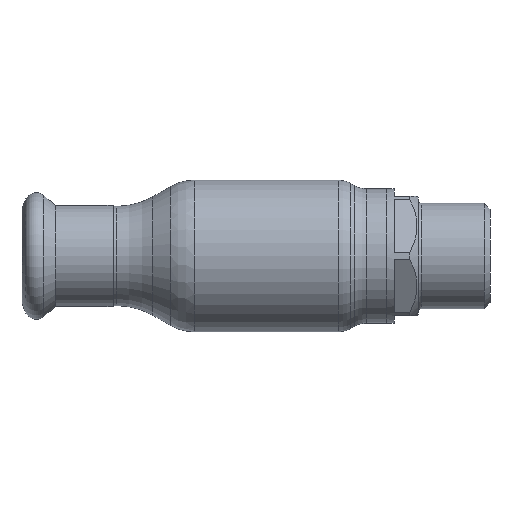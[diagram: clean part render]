
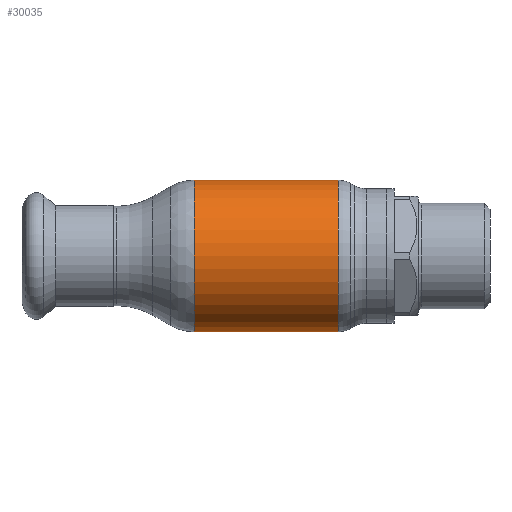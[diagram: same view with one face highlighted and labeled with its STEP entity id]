
A CAD part, front view. The second image highlights one B-rep face of the part: STEP entity #30035.
In plain terms, the highlighted cylindrical face has radius 19 mm (diameter 38 mm), a partial arc.
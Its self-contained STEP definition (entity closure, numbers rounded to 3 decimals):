
#2317 = CARTESIAN_POINT ( 'NONE',  ( 18.035, 0., 0. ) ) ;
#4239 = VERTEX_POINT ( 'NONE', #12783 ) ;
#4487 = ORIENTED_EDGE ( 'NONE', *, *, #52078, .F. ) ;
#4985 = DIRECTION ( 'NONE',  ( -1., 0., 0. ) ) ;
#5164 = LINE ( 'NONE', #14781, #55326 ) ;
#5285 = DIRECTION ( 'NONE',  ( 0., 0., 1. ) ) ;
#6126 = VECTOR ( 'NONE', #51930, 1000. ) ;
#12783 = CARTESIAN_POINT ( 'NONE',  ( -18.035, 0., -19. ) ) ;
#14781 = CARTESIAN_POINT ( 'NONE',  ( -62.69, 0., -19. ) ) ;
#16584 = AXIS2_PLACEMENT_3D ( 'NONE', #27251, #31077, #17606 ) ;
#17606 = DIRECTION ( 'NONE',  ( 0., 0., 1. ) ) ;
#19555 = DIRECTION ( 'NONE',  ( 0., 0., 1. ) ) ;
#20649 = LINE ( 'NONE', #33828, #6126 ) ;
#20828 = AXIS2_PLACEMENT_3D ( 'NONE', #2317, #51411, #19555 ) ;
#21390 = AXIS2_PLACEMENT_3D ( 'NONE', #31588, #4985, #5285 ) ;
#26969 = FACE_OUTER_BOUND ( 'NONE', #53896, .T. ) ;
#27022 = ORIENTED_EDGE ( 'NONE', *, *, #32297, .F. ) ;
#27251 = CARTESIAN_POINT ( 'NONE',  ( -62.69, 0., 0. ) ) ;
#29224 = CIRCLE ( 'NONE', #20828, 19. ) ;
#30035 = ADVANCED_FACE ( 'NONE', ( #26969 ), #35747, .T. ) ;
#31077 = DIRECTION ( 'NONE',  ( -1., 0., 0. ) ) ;
#31588 = CARTESIAN_POINT ( 'NONE',  ( -18.035, 0., 0. ) ) ;
#31645 = VERTEX_POINT ( 'NONE', #34902 ) ;
#32297 = EDGE_CURVE ( 'NONE', #43853, #4239, #5164, .T. ) ;
#33828 = CARTESIAN_POINT ( 'NONE',  ( -62.69, 0., 19. ) ) ;
#34902 = CARTESIAN_POINT ( 'NONE',  ( -18.035, 0., 19. ) ) ;
#35747 = CYLINDRICAL_SURFACE ( 'NONE', #16584, 19. ) ;
#37842 = EDGE_CURVE ( 'NONE', #43853, #41079, #29224, .T. ) ;
#39142 = CIRCLE ( 'NONE', #21390, 19. ) ;
#40086 = EDGE_CURVE ( 'NONE', #41079, #31645, #20649, .T. ) ;
#41079 = VERTEX_POINT ( 'NONE', #41506 ) ;
#41506 = CARTESIAN_POINT ( 'NONE',  ( 18.035, 0., 19. ) ) ;
#42128 = CARTESIAN_POINT ( 'NONE',  ( 18.035, 0., -19. ) ) ;
#42902 = ORIENTED_EDGE ( 'NONE', *, *, #40086, .T. ) ;
#43853 = VERTEX_POINT ( 'NONE', #42128 ) ;
#46067 = DIRECTION ( 'NONE',  ( -1., 0., 0. ) ) ;
#51411 = DIRECTION ( 'NONE',  ( -1., 0., 0. ) ) ;
#51930 = DIRECTION ( 'NONE',  ( -1., 0., 0. ) ) ;
#52078 = EDGE_CURVE ( 'NONE', #4239, #31645, #39142, .T. ) ;
#52556 = ORIENTED_EDGE ( 'NONE', *, *, #37842, .T. ) ;
#53896 = EDGE_LOOP ( 'NONE', ( #27022, #52556, #42902, #4487 ) ) ;
#55326 = VECTOR ( 'NONE', #46067, 1000. ) ;
